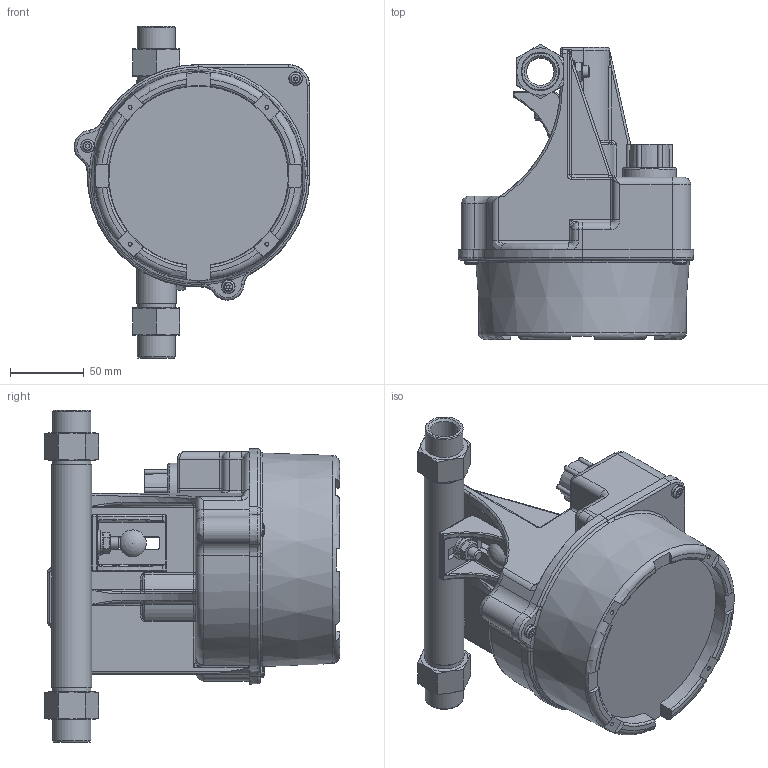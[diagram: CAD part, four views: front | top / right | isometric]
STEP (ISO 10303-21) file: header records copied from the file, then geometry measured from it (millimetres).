
FILE_DESCRIPTION(/* description */ (''),/* implementation_level */ '2;1');
FILE_NAME(/* name */ '3809G-D-0708-ABCD-1-BCDEFGHJKL-00_stp.stp',/* time_stamp */ '2017-07-20T14:32:08+02:00',/* author */ (''),/* organization */ (''),/* preprocessor_version */ 'ST-DEVELOPER v16',/* originating_system */ 'SIEMENS PLM Software NX 11.0',/* authorisation */ '');
FILE_SCHEMA (('AP203_CONFIGURATION_CONTROLLED_3D_DESIGN_OF_MECHANICAL_PARTS_AND_ASSEMBLIES_MIM_LF { 1 0 10303 403 2 1 2}'));
Length unit declared in the file: millimetre
Products named in the file (1): 3809G-D-0708-ABCD-1-BCDEFGHJKL-00_stp
Bounding box: 159.69 x 200 x 225 mm (x, y, z)
Volume: 1892722.5 mm3; surface area: 266366.3 mm2
Topology: 27 solids, 27 shells, 977 faces, 2314 edges, 1361 vertices
Faces by surface type: cylinder 316, plane 306, cone 116, bspline 103, torus 84, sphere 52
Full cylindrical faces by diameter (mm): 4.597 x3, 4.699 x3, 5.715 x3, 6 x3, 6.807 x1, 6.858 x4, 7.717 x1, 7.9 x3, 8.731 x2, 8.738 x4, 9.271 x3, 14.275 x1, 17.475 x4, 18.66 x2, 19.05 x1, 20 x2, 20.955 x1, 21.438 x1, 24.5 x4, 24.6 x2, 24.917 x2, 26 x6, 27 x2, 27.1 x2, 36.5 x1
Entity records: 38288 total; most frequent: CARTESIAN_POINT 17063, DIRECTION 4412, ORIENTED_EDGE 4172, EDGE_CURVE 2086, AXIS2_PLACEMENT_3D 1833, VERTEX_POINT 1333, EDGE_LOOP 1188, ADVANCED_FACE 977
